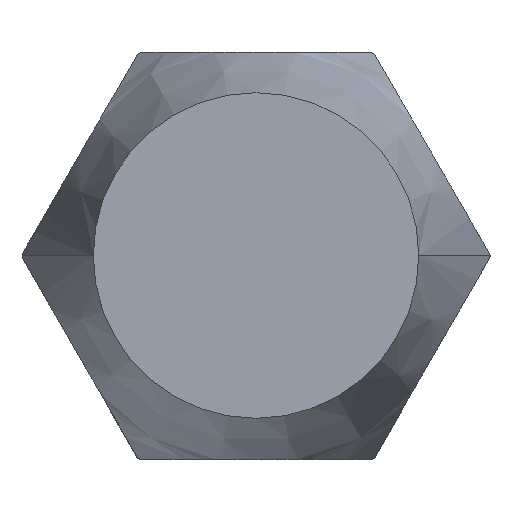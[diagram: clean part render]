
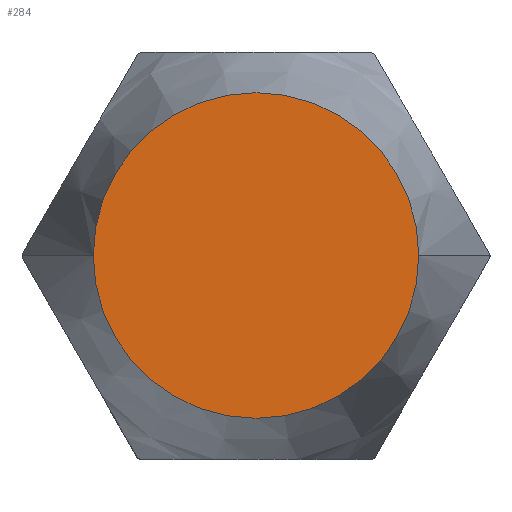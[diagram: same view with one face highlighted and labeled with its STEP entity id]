
A CAD part, top view. The second image highlights one B-rep face of the part: STEP entity #284.
In plain terms, the highlighted planar face has unit normal (0, 0, 1).
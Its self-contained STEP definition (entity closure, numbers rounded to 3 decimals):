
#188=VERTEX_POINT('',#463);
#236=VERTEX_POINT('',#515);
#250=EDGE_CURVE('',#188,#236,#530,.T.);
#284=ADVANCED_FACE('',(#567),#568,.T.);
#396=EDGE_CURVE('',#236,#188,#694,.T.);
#463=CARTESIAN_POINT('',(-4.,0.,10.));
#515=CARTESIAN_POINT('',(4.,0.,10.));
#530=CIRCLE('',#880,4.0);
#567=FACE_OUTER_BOUND('',#931,.T.);
#568=PLANE('',#932);
#694=CIRCLE('',#1121,4.0);
#880=AXIS2_PLACEMENT_3D('',#1246,#1247,#1248);
#931=EDGE_LOOP('',(#1290,#1291));
#932=AXIS2_PLACEMENT_3D('',#1292,#1293,#1294);
#1121=AXIS2_PLACEMENT_3D('',#1469,#1470,#1471);
#1246=CARTESIAN_POINT('',(0.,0.,10.));
#1247=DIRECTION('',(0.0,0.0,1.0));
#1248=DIRECTION('',(-1.0,0.,0.0));
#1290=ORIENTED_EDGE('',*,*,#250,.T.);
#1291=ORIENTED_EDGE('',*,*,#396,.T.);
#1292=CARTESIAN_POINT('',(-2.,0.,10.));
#1293=DIRECTION('',(0.0,0.0,1.0));
#1294=DIRECTION('',(-1.0,0.,0.0));
#1469=CARTESIAN_POINT('',(0.,0.,10.));
#1470=DIRECTION('',(0.0,0.0,1.0));
#1471=DIRECTION('',(-1.0,0.,0.0));
